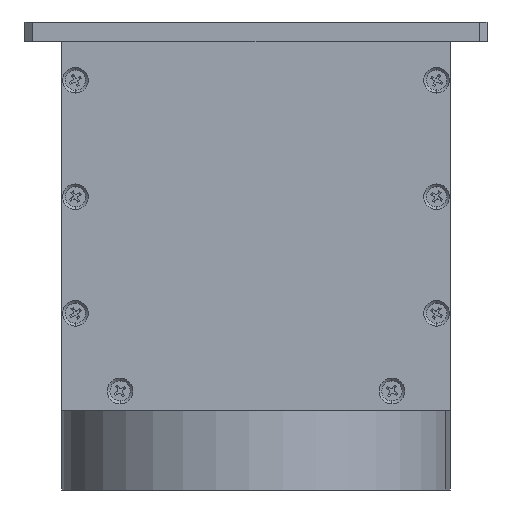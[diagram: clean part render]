
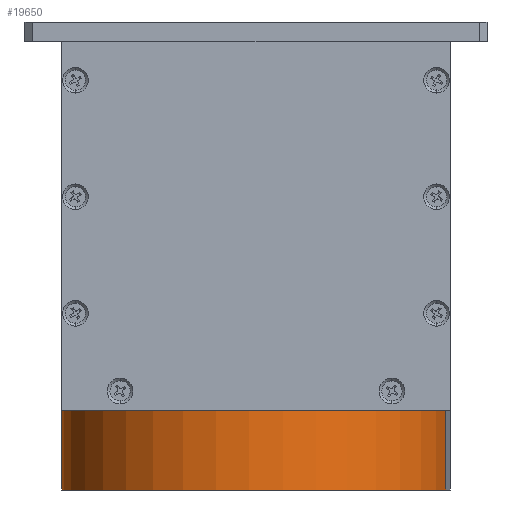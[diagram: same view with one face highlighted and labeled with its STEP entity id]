
A CAD part, left-side view. The second image highlights one B-rep face of the part: STEP entity #19650.
In plain terms, the highlighted cylindrical face has radius 50 mm (diameter 100 mm), a partial arc.
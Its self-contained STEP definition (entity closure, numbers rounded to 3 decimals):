
#112 = CARTESIAN_POINT ( 'NONE',  ( -10.392, -48.908, -92.535 ) ) ;
#907 = EDGE_CURVE ( 'NONE', #18768, #8488, #22116, .T. ) ;
#1055 = CARTESIAN_POINT ( 'NONE',  ( 10.392, 48.908, -20.5 ) ) ;
#1335 = CARTESIAN_POINT ( 'NONE',  ( 10.392, 48.908, 0. ) ) ;
#1587 = AXIS2_PLACEMENT_3D ( 'NONE', #23963, #10207, #17959 ) ;
#1724 = VECTOR ( 'NONE', #13901, 1000. ) ;
#2627 = CARTESIAN_POINT ( 'NONE',  ( 10.392, 48.908, -92.535 ) ) ;
#4088 = EDGE_CURVE ( 'NONE', #8488, #20293, #5355, .T. ) ;
#5355 = LINE ( 'NONE', #2627, #19835 ) ;
#5729 = CARTESIAN_POINT ( 'NONE',  ( 0., 0., 0. ) ) ;
#7066 = ORIENTED_EDGE ( 'NONE', *, *, #4088, .T. ) ;
#7713 = DIRECTION ( 'NONE',  ( -0.208, -0.978, 0. ) ) ;
#8488 = VERTEX_POINT ( 'NONE', #1335 ) ;
#9014 = CYLINDRICAL_SURFACE ( 'NONE', #1587, 50. ) ;
#9298 = AXIS2_PLACEMENT_3D ( 'NONE', #5729, #19498, #7713 ) ;
#9446 = EDGE_CURVE ( 'NONE', #18768, #13585, #16772, .T. ) ;
#10207 = DIRECTION ( 'NONE',  ( 0., 0., -1. ) ) ;
#11370 = DIRECTION ( 'NONE',  ( 0., 0., -1. ) ) ;
#11695 = CIRCLE ( 'NONE', #13487, 50. ) ;
#13487 = AXIS2_PLACEMENT_3D ( 'NONE', #23138, #11370, #25108 ) ;
#13585 = VERTEX_POINT ( 'NONE', #22359 ) ;
#13821 = CARTESIAN_POINT ( 'NONE',  ( -10.392, -48.908, 0. ) ) ;
#13901 = DIRECTION ( 'NONE',  ( 0., 0., -1. ) ) ;
#14407 = ORIENTED_EDGE ( 'NONE', *, *, #22188, .F. ) ;
#14877 = FACE_OUTER_BOUND ( 'NONE', #23096, .T. ) ;
#16444 = DIRECTION ( 'NONE',  ( 0., 0., -1. ) ) ;
#16772 = LINE ( 'NONE', #112, #1724 ) ;
#17735 = ORIENTED_EDGE ( 'NONE', *, *, #907, .T. ) ;
#17959 = DIRECTION ( 'NONE',  ( -0.208, -0.978, 0. ) ) ;
#18768 = VERTEX_POINT ( 'NONE', #13821 ) ;
#19498 = DIRECTION ( 'NONE',  ( 0., 0., -1. ) ) ;
#19650 = ADVANCED_FACE ( 'NONE', ( #14877 ), #9014, .T. ) ;
#19835 = VECTOR ( 'NONE', #16444, 1000. ) ;
#20293 = VERTEX_POINT ( 'NONE', #1055 ) ;
#22116 = CIRCLE ( 'NONE', #9298, 50. ) ;
#22188 = EDGE_CURVE ( 'NONE', #13585, #20293, #11695, .T. ) ;
#22359 = CARTESIAN_POINT ( 'NONE',  ( -10.392, -48.908, -20.5 ) ) ;
#23096 = EDGE_LOOP ( 'NONE', ( #17735, #7066, #14407, #24837 ) ) ;
#23138 = CARTESIAN_POINT ( 'NONE',  ( 0., 0., -20.5 ) ) ;
#23963 = CARTESIAN_POINT ( 'NONE',  ( 0., 0., -92.535 ) ) ;
#24837 = ORIENTED_EDGE ( 'NONE', *, *, #9446, .F. ) ;
#25108 = DIRECTION ( 'NONE',  ( -0.208, -0.978, 0. ) ) ;
